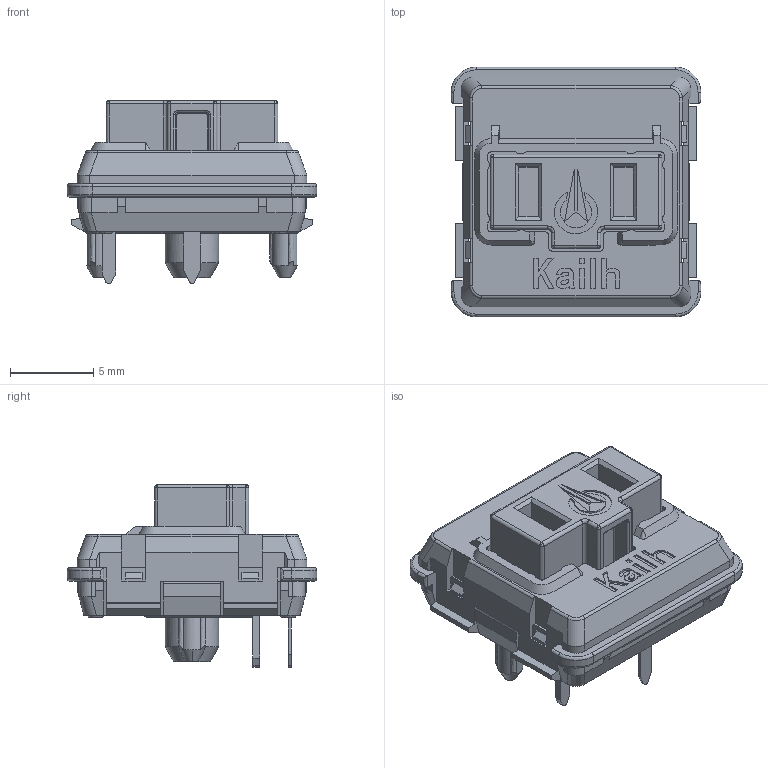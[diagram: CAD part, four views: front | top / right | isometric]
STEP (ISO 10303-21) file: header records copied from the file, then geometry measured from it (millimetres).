
FILE_DESCRIPTION(('HOOPS Exchange Step'),'2;1');
FILE_NAME('temp_export','2024-09-20T14:06:06-07:00',('puck'),('Shapr3D Limited'),'HOOPS Exchange 2024.2','Shapr3D','Authorized');
FILE_SCHEMA( ('AP242_MANAGED_MODEL_BASED_3D_ENGINEERING_MIM_LF {1 0 10303 442 1 1 4 }') );
Length unit declared in the file: millimetre
Products named in the file (2): Kailh Choc Low Profile Switch.step; root
Assembly tree (1 placements, depth 2):
  root
    Kailh Choc Low Profile Switch.step
Bounding box: 15 x 15 x 11 mm (x, y, z)
Volume: 942.3 mm3; surface area: 1552 mm2
Topology: 5 solids, 5 shells, 496 faces, 1327 edges, 846 vertices
Faces by surface type: plane 329, bspline 154, sphere 12, cylinder 1
Entity records: 18331 total; most frequent: CARTESIAN_POINT 6896, ORIENTED_EDGE 2650, DIRECTION 1894, EDGE_CURVE 1325, VECTOR 1026, LINE 1026, VERTEX_POINT 846, EDGE_LOOP 523
